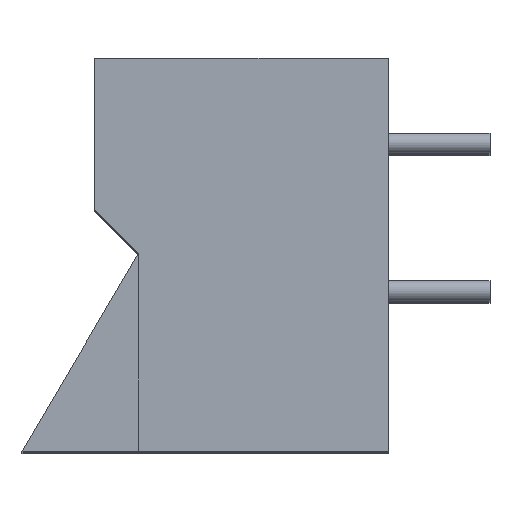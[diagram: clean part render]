
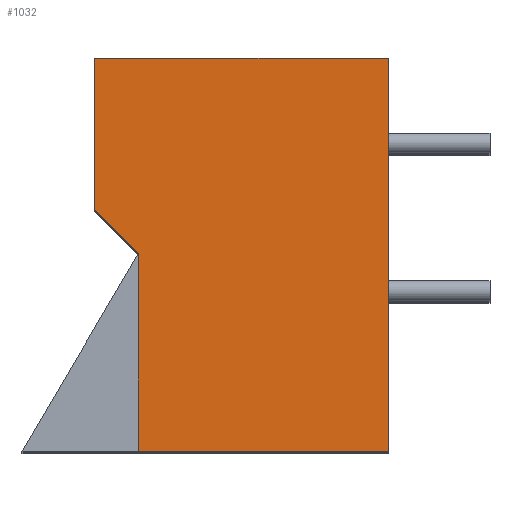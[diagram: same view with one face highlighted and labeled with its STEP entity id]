
A CAD part, top view. The second image highlights one B-rep face of the part: STEP entity #1032.
In plain terms, the highlighted planar face has unit normal (0, 0, 1).
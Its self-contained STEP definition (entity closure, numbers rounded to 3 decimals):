
#1032=ADVANCED_FACE('',(#1691),#1693,.T.);
#1691=FACE_BOUND('',#1692,.T.);
#1692=EDGE_LOOP('',(#2165,#2166,#2167,#2168,#2169,#2170));
#1693=PLANE('',#1694);
#1694=AXIS2_PLACEMENT_3D('',#1695,#1696,#1697);
#1695=CARTESIAN_POINT('',(0.,0.,0.));
#1696=DIRECTION('',(0.,0.,1.));
#1697=DIRECTION('',(1.,0.,0.));
#2165=ORIENTED_EDGE('',*,*,#2414,.T.);
#2166=ORIENTED_EDGE('',*,*,#2418,.T.);
#2167=ORIENTED_EDGE('',*,*,#2421,.T.);
#2168=ORIENTED_EDGE('',*,*,#2424,.T.);
#2169=ORIENTED_EDGE('',*,*,#2427,.T.);
#2170=ORIENTED_EDGE('',*,*,#2429,.T.);
#2414=EDGE_CURVE('',#2656,#2654,#2657,.T.);
#2418=EDGE_CURVE('',#2654,#2661,#2663,.T.);
#2421=EDGE_CURVE('',#2661,#2666,#2668,.T.);
#2424=EDGE_CURVE('',#2666,#2671,#2673,.T.);
#2427=EDGE_CURVE('',#2671,#2676,#2678,.T.);
#2429=EDGE_CURVE('',#2676,#2656,#2680,.T.);
#2654=VERTEX_POINT('',#3147);
#2656=VERTEX_POINT('',#3151);
#2657=LINE('',#3152,#3153);
#2661=VERTEX_POINT('',#3162);
#2663=LINE('',#3166,#3167);
#2666=VERTEX_POINT('',#3173);
#2668=LINE('',#3177,#3178);
#2671=VERTEX_POINT('',#3184);
#2673=LINE('',#3188,#3189);
#2676=VERTEX_POINT('',#3195);
#2678=LINE('',#3199,#3200);
#2680=LINE('',#3205,#3206);
#3147=CARTESIAN_POINT('',(10.1,0.,0.));
#3151=CARTESIAN_POINT('',(10.1,-13.513,0.));
#3152=CARTESIAN_POINT('',(10.1,-13.513,0.));
#3153=VECTOR('',#3154,1.);
#3154=DIRECTION('',(0.,1.,0.));
#3162=CARTESIAN_POINT('',(0.,0.,0.));
#3166=CARTESIAN_POINT('',(10.1,0.,0.));
#3167=VECTOR('',#3168,1.);
#3168=DIRECTION('',(-1.,0.,0.));
#3173=CARTESIAN_POINT('',(0.,-5.19,0.));
#3177=CARTESIAN_POINT('',(0.,0.,0.));
#3178=VECTOR('',#3179,1.);
#3179=DIRECTION('',(0.,-1.,0.));
#3184=CARTESIAN_POINT('',(1.5,-6.713,0.));
#3188=CARTESIAN_POINT('',(0.,-5.19,0.));
#3189=VECTOR('',#3190,1.);
#3190=DIRECTION('',(0.702,-0.712,0.));
#3195=CARTESIAN_POINT('',(1.5,-13.513,0.));
#3199=CARTESIAN_POINT('',(1.5,-6.713,0.));
#3200=VECTOR('',#3201,1.);
#3201=DIRECTION('',(0.,-1.,0.));
#3205=CARTESIAN_POINT('',(1.5,-13.513,0.));
#3206=VECTOR('',#3207,1.);
#3207=DIRECTION('',(1.,0.,0.));
